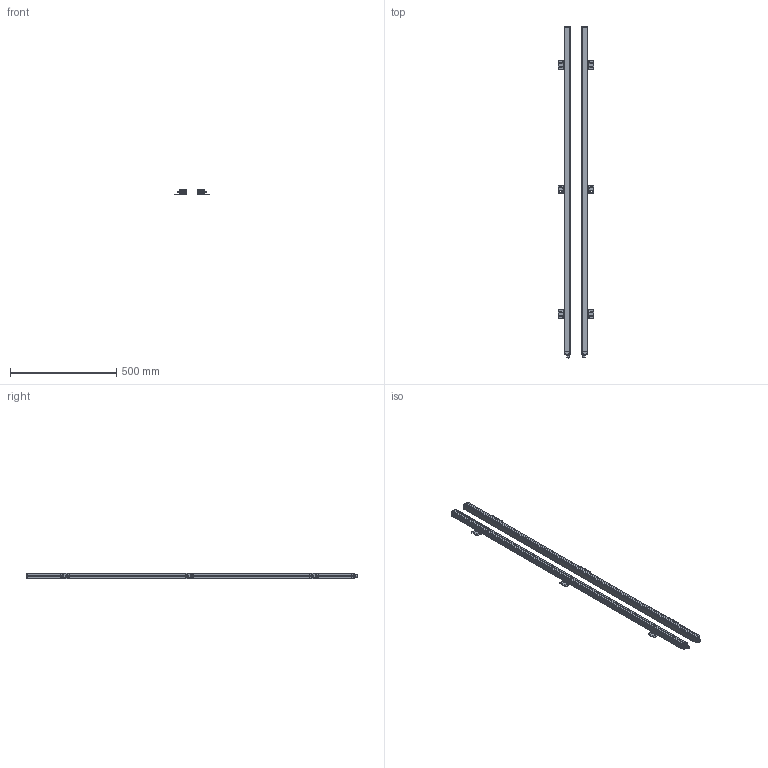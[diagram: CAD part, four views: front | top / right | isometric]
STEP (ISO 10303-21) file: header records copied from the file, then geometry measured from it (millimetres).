
FILE_DESCRIPTION (( 'STEP AP214' ), '1' );
FILE_NAME ('MI1501-IOL_MI1503-IOL.STEP', '2023-11-14T19:55:41', ( '' ), ( '' ), 'SwSTEP 2.0', 'SolidWorks 2023', '' );
FILE_SCHEMA (( 'AUTOMOTIVE_DESIGN' ));
Length unit declared in the file: inch
Products named in the file (3): MI1501-IOL_MI1503-IOL; MI1501-IOL_MI1503-IOL_RECEIVER; MI1501-IOL_MI1503-IOL_EMITTER
Assembly tree (2 placements, depth 2):
  MI1501-IOL_MI1503-IOL
    MI1501-IOL_MI1503-IOL_EMITTER
    MI1501-IOL_MI1503-IOL_RECEIVER
Bounding box: 167.02 x 1563 x 28.05 mm (x, y, z)
Volume: 922011.3 mm3; surface area: 963969.1 mm2
Topology: 76 solids, 76 shells, 2668 faces, 6633 edges, 4220 vertices
Faces by surface type: plane 1218, cylinder 1066, bspline 382, cone 2
Full cylindrical faces by diameter (mm): 0.65 x16, 1.2 x16, 2.5 x16, 3 x16, 3.5 x16, 5 x40, 5.989 x8, 5.99 x4, 7.078 x6, 7.079 x6, 8.4 x2, 9.675 x12, 9.85 x2, 9.9 x2, 10.3 x2, 10.5 x2, 11.434 x6, 11.435 x6, 12 x6, 18 x2
Entity records: 88886 total; most frequent: CARTESIAN_POINT 26634, ORIENTED_EDGE 12706, DIRECTION 12406, EDGE_CURVE 6353, AXIS2_PLACEMENT_3D 4392, VERTEX_POINT 4175, VECTOR 3622, LINE 3622
